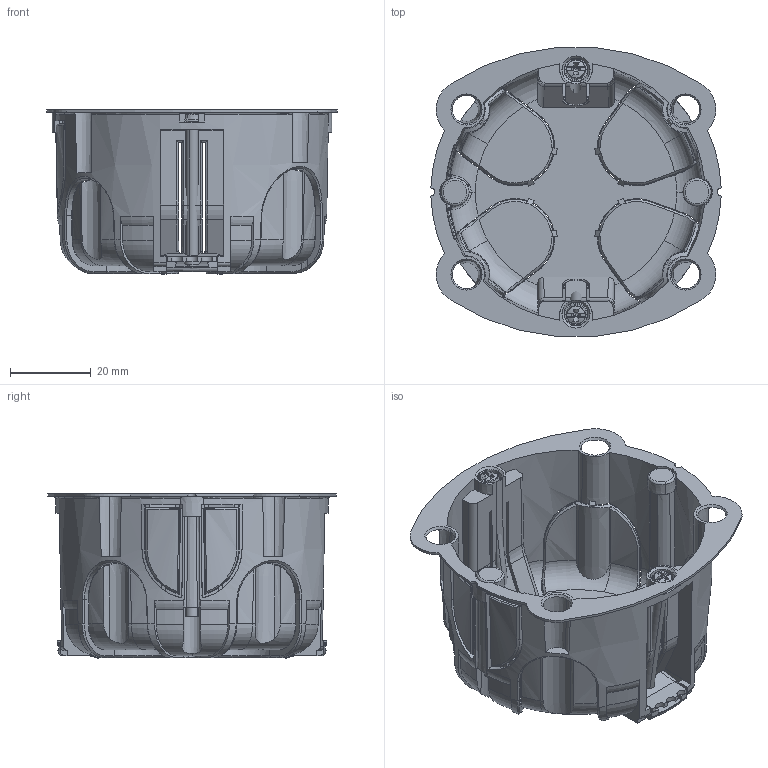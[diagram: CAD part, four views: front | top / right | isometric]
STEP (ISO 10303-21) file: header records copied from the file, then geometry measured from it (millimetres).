
FILE_DESCRIPTION(('CATIA V5 STEP Exchange','CAx-IF Rec.Pracs.--- Model Styling and Organization---1.4--- 2014-01-23'),'2;1');
FILE_NAME('080101-ASS-5.stp','2021-01-22T13:44:00+00:00',('none'),('none'),'CATIA Version 5-6 Release 2017 SP5','CATIA V5 STEP AP214','none');
FILE_SCHEMA(('AUTOMOTIVE_DESIGN { 1 0 10303 214 1 1 1 1 }'));
Length unit declared in the file: millimetre
Products named in the file (6): 080101 ; 0011919; 0097 E47; 0055183; 0097 E50; 0013254
Assembly tree (9 placements, depth 2):
  080101 
    0011919
    0097 E47  x2
    0055183  x2
    0097 E50  x2
    0013254  x2
Bounding box: 71.97 x 71.61 x 40.7 mm (x, y, z)
Volume: 19719 mm3; surface area: 30868.3 mm2
Topology: 9 solids, 9 shells, 1089 faces, 3189 edges, 2068 vertices
Faces by surface type: plane 422, cone 288, cylinder 153, bspline 114, torus 104, sphere 8
Entity records: 35640 total; most frequent: CARTESIAN_POINT 14456, ORIENTED_EDGE 5522, EDGE_CURVE 2761, DIRECTION 2627, VERTEX_POINT 1795, B_SPLINE_CURVE_WITH_KNOTS 1378, AXIS2_PLACEMENT_3D 1190, EDGE_LOOP 966
